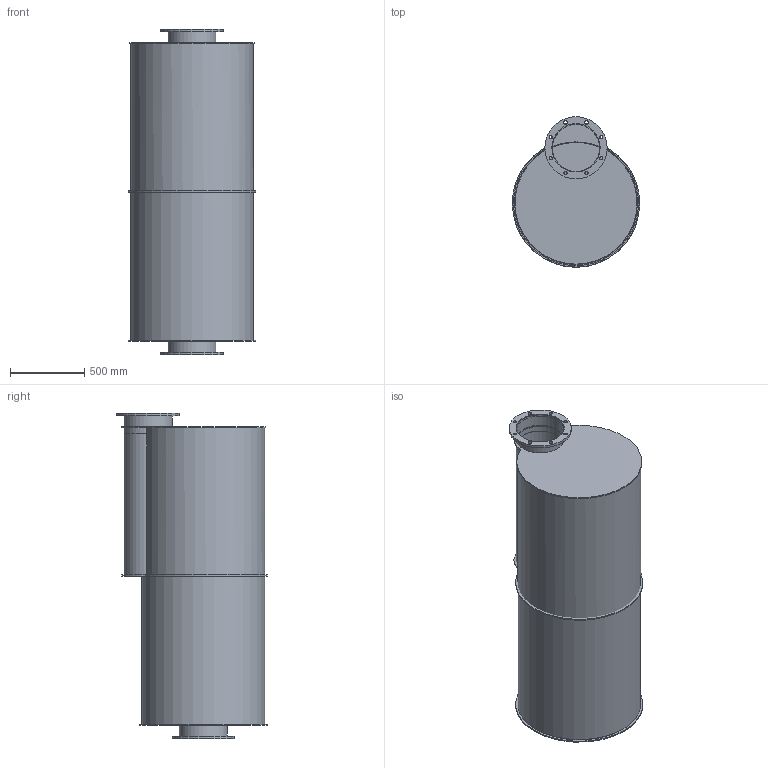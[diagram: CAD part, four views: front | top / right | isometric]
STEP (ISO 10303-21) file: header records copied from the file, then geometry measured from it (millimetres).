
FILE_DESCRIPTION(/* description */ (''),/* implementation_level */ '2;1');
FILE_NAME(/* name */ 'Sdad 12.stp',/* time_stamp */ '2015-02-17T10:56:42+01:00',/* author */ ('Tekenkamer'),/* organization */ (''),/* preprocessor_version */ 'ST-DEVELOPER v15.6',/* originating_system */ 'Autodesk Inventor 2015',/* authorisation */ '');
FILE_SCHEMA (('AUTOMOTIVE_DESIGN { 1 0 10303 214 3 1 1 }'));
Length unit declared in the file: millimetre
Products named in the file (1): Sdad 12
Bounding box: 860 x 1013 x 2200 mm (x, y, z)
Volume: 43468425.9 mm3; surface area: 23072455 mm2
Topology: 12 solids, 12 shells, 69 faces, 138 edges, 92 vertices
Faces by surface type: cylinder 44, plane 25
Full cylindrical faces by diameter (mm): 22 x16, 318 x4, 324 x4, 326 x5, 420 x2, 824 x3, 830 x3, 860 x1
Entity records: 1766 total; most frequent: DIRECTION 328, CARTESIAN_POINT 258, ORIENTED_EDGE 196, EDGE_LOOP 162, AXIS2_PLACEMENT_3D 160, EDGE_CURVE 98, FACE_BOUND 93, CIRCLE 90
